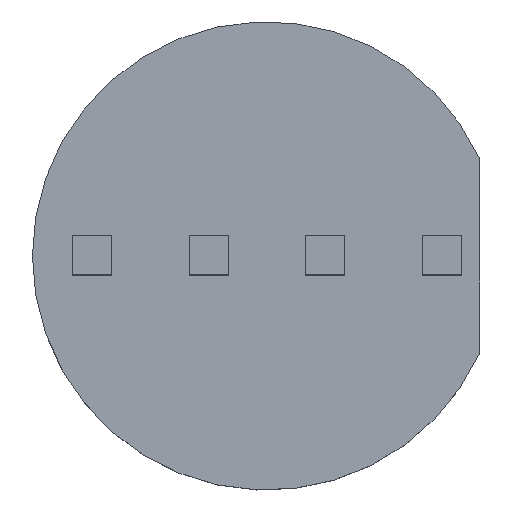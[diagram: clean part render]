
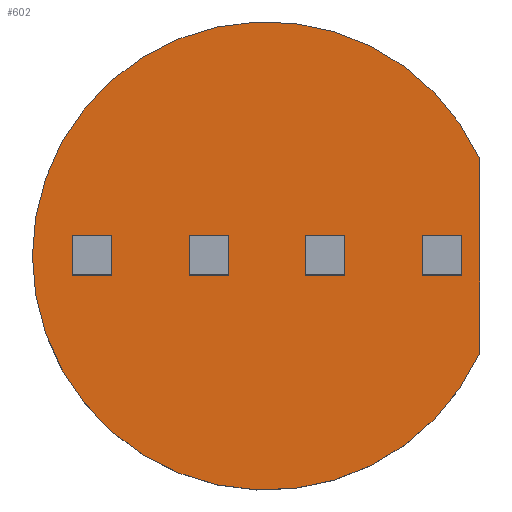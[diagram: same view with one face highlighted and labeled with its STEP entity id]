
A CAD part, top view. The second image highlights one B-rep face of the part: STEP entity #602.
In plain terms, the highlighted planar face has unit normal (0, 0, 1).
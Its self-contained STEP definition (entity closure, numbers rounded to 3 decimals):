
#13 = CARTESIAN_POINT ( 'NONE',  ( -1.991, 0.25, 0. ) ) ;
#22 = ORIENTED_EDGE ( 'NONE', *, *, #105, .F. ) ;
#31 = DIRECTION ( 'NONE',  ( 0., -1., 0. ) ) ;
#48 = CARTESIAN_POINT ( 'NONE',  ( -0.483, -0.25, 0. ) ) ;
#57 = EDGE_LOOP ( 'NONE', ( #819, #1176, #805, #1086 ) ) ;
#67 = ORIENTED_EDGE ( 'NONE', *, *, #313, .T. ) ;
#76 = DIRECTION ( 'NONE',  ( 0., -1., 0. ) ) ;
#87 = CARTESIAN_POINT ( 'NONE',  ( -2.491, 0.25, 0. ) ) ;
#90 = ORIENTED_EDGE ( 'NONE', *, *, #106, .F. ) ;
#91 = LINE ( 'NONE', #191, #1095 ) ;
#94 = ORIENTED_EDGE ( 'NONE', *, *, #230, .F. ) ;
#97 = CARTESIAN_POINT ( 'NONE',  ( -0.983, 0.25, 0. ) ) ;
#105 = EDGE_CURVE ( 'NONE', #1155, #338, #91, .T. ) ;
#106 = EDGE_CURVE ( 'NONE', #937, #879, #1206, .T. ) ;
#111 = CARTESIAN_POINT ( 'NONE',  ( 0.5, -0.25, 0. ) ) ;
#112 = CARTESIAN_POINT ( 'NONE',  ( -0.983, -0.25, 0. ) ) ;
#125 = LINE ( 'NONE', #884, #827 ) ;
#129 = DIRECTION ( 'NONE',  ( 0., -1., 0. ) ) ;
#174 = LINE ( 'NONE', #638, #1165 ) ;
#191 = CARTESIAN_POINT ( 'NONE',  ( -1.991, -0.25, 0. ) ) ;
#193 = CARTESIAN_POINT ( 'NONE',  ( 0.5, -0.25, 0. ) ) ;
#212 = CARTESIAN_POINT ( 'NONE',  ( 2.5, 0.25, 0. ) ) ;
#215 = VERTEX_POINT ( 'NONE', #905 ) ;
#223 = CARTESIAN_POINT ( 'NONE',  ( -0.483, -0.25, 0. ) ) ;
#230 = EDGE_CURVE ( 'NONE', #493, #722, #438, .T. ) ;
#233 = ORIENTED_EDGE ( 'NONE', *, *, #1047, .F. ) ;
#236 = VECTOR ( 'NONE', #653, 1000. ) ;
#266 = EDGE_CURVE ( 'NONE', #321, #680, #860, .T. ) ;
#273 = CARTESIAN_POINT ( 'NONE',  ( -0.483, 0.25, 0. ) ) ;
#283 = EDGE_CURVE ( 'NONE', #1063, #321, #682, .T. ) ;
#294 = EDGE_CURVE ( 'NONE', #338, #992, #1168, .T. ) ;
#297 = FACE_BOUND ( 'NONE', #715, .T. ) ;
#299 = CARTESIAN_POINT ( 'NONE',  ( 1., 0.25, 0. ) ) ;
#304 = ORIENTED_EDGE ( 'NONE', *, *, #984, .F. ) ;
#309 = VECTOR ( 'NONE', #817, 1000. ) ;
#313 = EDGE_CURVE ( 'NONE', #726, #215, #952, .T. ) ;
#318 = DIRECTION ( 'NONE',  ( 1., 0., 0. ) ) ;
#321 = VERTEX_POINT ( 'NONE', #193 ) ;
#330 = VERTEX_POINT ( 'NONE', #566 ) ;
#334 = VECTOR ( 'NONE', #129, 1000. ) ;
#338 = VERTEX_POINT ( 'NONE', #480 ) ;
#340 = CARTESIAN_POINT ( 'NONE',  ( 0.5, 0.25, 0. ) ) ;
#361 = DIRECTION ( 'NONE',  ( 0., 1., 0. ) ) ;
#364 = EDGE_LOOP ( 'NONE', ( #94, #965, #90, #647 ) ) ;
#368 = VECTOR ( 'NONE', #648, 1000. ) ;
#382 = DIRECTION ( 'NONE',  ( -1., 0., 0. ) ) ;
#386 = DIRECTION ( 'NONE',  ( 0., 0., 1. ) ) ;
#388 = CARTESIAN_POINT ( 'NONE',  ( -1.991, -0.25, 0. ) ) ;
#390 = DIRECTION ( 'NONE',  ( 1., 0., 0. ) ) ;
#400 = DIRECTION ( 'NONE',  ( 0., 0., 1. ) ) ;
#425 = FACE_BOUND ( 'NONE', #57, .T. ) ;
#428 = EDGE_LOOP ( 'NONE', ( #1014, #1182, #593, #304 ) ) ;
#438 = LINE ( 'NONE', #1108, #309 ) ;
#451 = EDGE_CURVE ( 'NONE', #330, #1155, #654, .T. ) ;
#480 = CARTESIAN_POINT ( 'NONE',  ( -1.991, 0.25, 0. ) ) ;
#484 = CARTESIAN_POINT ( 'NONE',  ( 1., 0.25, 0. ) ) ;
#485 = LINE ( 'NONE', #299, #767 ) ;
#491 = DIRECTION ( 'NONE',  ( 1., 0., 0. ) ) ;
#493 = VERTEX_POINT ( 'NONE', #646 ) ;
#499 = LINE ( 'NONE', #112, #852 ) ;
#503 = LINE ( 'NONE', #223, #1205 ) ;
#539 = EDGE_CURVE ( 'NONE', #846, #601, #660, .T. ) ;
#552 = VECTOR ( 'NONE', #959, 1000. ) ;
#558 = DIRECTION ( 'NONE',  ( 1., 0., 0. ) ) ;
#566 = CARTESIAN_POINT ( 'NONE',  ( -2.491, -0.25, 0. ) ) ;
#577 = FACE_BOUND ( 'NONE', #428, .T. ) ;
#584 = FACE_OUTER_BOUND ( 'NONE', #1183, .T. ) ;
#591 = EDGE_CURVE ( 'NONE', #879, #493, #499, .T. ) ;
#593 = ORIENTED_EDGE ( 'NONE', *, *, #539, .F. ) ;
#601 = VERTEX_POINT ( 'NONE', #864 ) ;
#602 = ADVANCED_FACE ( 'NONE', ( #584, #577, #425, #1067, #297 ), #1157, .T. ) ;
#610 = LINE ( 'NONE', #995, #643 ) ;
#612 = CARTESIAN_POINT ( 'NONE',  ( 0., 0., 0. ) ) ;
#625 = VERTEX_POINT ( 'NONE', #484 ) ;
#635 = AXIS2_PLACEMENT_3D ( 'NONE', #612, #386, #491 ) ;
#638 = CARTESIAN_POINT ( 'NONE',  ( 2.5, -0.25, 0. ) ) ;
#642 = LINE ( 'NONE', #822, #887 ) ;
#643 = VECTOR ( 'NONE', #717, 1000. ) ;
#646 = CARTESIAN_POINT ( 'NONE',  ( -0.983, -0.25, 0. ) ) ;
#647 = ORIENTED_EDGE ( 'NONE', *, *, #708, .F. ) ;
#648 = DIRECTION ( 'NONE',  ( 0., 1., 0. ) ) ;
#650 = VECTOR ( 'NONE', #390, 1000. ) ;
#653 = DIRECTION ( 'NONE',  ( -1., 0., 0. ) ) ;
#654 = LINE ( 'NONE', #664, #850 ) ;
#660 = LINE ( 'NONE', #1035, #834 ) ;
#664 = CARTESIAN_POINT ( 'NONE',  ( -1.991, -0.25, 0. ) ) ;
#680 = VERTEX_POINT ( 'NONE', #989 ) ;
#681 = CARTESIAN_POINT ( 'NONE',  ( 2., -0.25, 0. ) ) ;
#682 = LINE ( 'NONE', #111, #334 ) ;
#696 = CARTESIAN_POINT ( 'NONE',  ( -0.483, 0.25, 0. ) ) ;
#708 = EDGE_CURVE ( 'NONE', #722, #937, #503, .T. ) ;
#715 = EDGE_LOOP ( 'NONE', ( #986, #233, #865, #22 ) ) ;
#717 = DIRECTION ( 'NONE',  ( 1., 0., 0. ) ) ;
#722 = VERTEX_POINT ( 'NONE', #48 ) ;
#725 = EDGE_CURVE ( 'NONE', #601, #1195, #125, .T. ) ;
#726 = VERTEX_POINT ( 'NONE', #1181 ) ;
#729 = ORIENTED_EDGE ( 'NONE', *, *, #946, .T. ) ;
#744 = LINE ( 'NONE', #1128, #368 ) ;
#754 = DIRECTION ( 'NONE',  ( -1., 0., 0. ) ) ;
#767 = VECTOR ( 'NONE', #382, 1000. ) ;
#782 = LINE ( 'NONE', #1160, #1129 ) ;
#792 = DIRECTION ( 'NONE',  ( 0., 1., 0. ) ) ;
#802 = DIRECTION ( 'NONE',  ( 0., -1., 0. ) ) ;
#805 = ORIENTED_EDGE ( 'NONE', *, *, #1174, .F. ) ;
#817 = DIRECTION ( 'NONE',  ( 1., 0., 0. ) ) ;
#819 = ORIENTED_EDGE ( 'NONE', *, *, #266, .F. ) ;
#822 = CARTESIAN_POINT ( 'NONE',  ( -2.491, -0.25, 0. ) ) ;
#825 = DIRECTION ( 'NONE',  ( 0., 1., 0. ) ) ;
#827 = VECTOR ( 'NONE', #31, 1000. ) ;
#834 = VECTOR ( 'NONE', #754, 1000. ) ;
#846 = VERTEX_POINT ( 'NONE', #212 ) ;
#850 = VECTOR ( 'NONE', #558, 1000. ) ;
#852 = VECTOR ( 'NONE', #802, 1000. ) ;
#860 = LINE ( 'NONE', #1080, #650 ) ;
#864 = CARTESIAN_POINT ( 'NONE',  ( 2., 0.25, 0. ) ) ;
#865 = ORIENTED_EDGE ( 'NONE', *, *, #294, .F. ) ;
#879 = VERTEX_POINT ( 'NONE', #97 ) ;
#884 = CARTESIAN_POINT ( 'NONE',  ( 2., -0.25, 0. ) ) ;
#887 = VECTOR ( 'NONE', #76, 1000. ) ;
#892 = EDGE_CURVE ( 'NONE', #1195, #1087, #610, .T. ) ;
#905 = CARTESIAN_POINT ( 'NONE',  ( 2.729, -1.246, 0. ) ) ;
#922 = CARTESIAN_POINT ( 'NONE',  ( 2.5, -0.25, 0. ) ) ;
#934 = AXIS2_PLACEMENT_3D ( 'NONE', #1056, #400, #318 ) ;
#937 = VERTEX_POINT ( 'NONE', #696 ) ;
#946 = EDGE_CURVE ( 'NONE', #215, #726, #782, .T. ) ;
#952 = CIRCLE ( 'NONE', #934, 3. ) ;
#959 = DIRECTION ( 'NONE',  ( -1., 0., 0. ) ) ;
#965 = ORIENTED_EDGE ( 'NONE', *, *, #591, .F. ) ;
#984 = EDGE_CURVE ( 'NONE', #1087, #846, #174, .T. ) ;
#986 = ORIENTED_EDGE ( 'NONE', *, *, #451, .F. ) ;
#989 = CARTESIAN_POINT ( 'NONE',  ( 1., -0.25, 0. ) ) ;
#992 = VERTEX_POINT ( 'NONE', #87 ) ;
#995 = CARTESIAN_POINT ( 'NONE',  ( 2.5, -0.25, 0. ) ) ;
#1014 = ORIENTED_EDGE ( 'NONE', *, *, #892, .F. ) ;
#1035 = CARTESIAN_POINT ( 'NONE',  ( 2.5, 0.25, 0. ) ) ;
#1047 = EDGE_CURVE ( 'NONE', #992, #330, #642, .T. ) ;
#1056 = CARTESIAN_POINT ( 'NONE',  ( 0., 0., 0. ) ) ;
#1063 = VERTEX_POINT ( 'NONE', #340 ) ;
#1067 = FACE_BOUND ( 'NONE', #364, .T. ) ;
#1080 = CARTESIAN_POINT ( 'NONE',  ( 1., -0.25, 0. ) ) ;
#1086 = ORIENTED_EDGE ( 'NONE', *, *, #1121, .F. ) ;
#1087 = VERTEX_POINT ( 'NONE', #922 ) ;
#1095 = VECTOR ( 'NONE', #825, 1000. ) ;
#1108 = CARTESIAN_POINT ( 'NONE',  ( -0.483, -0.25, 0. ) ) ;
#1121 = EDGE_CURVE ( 'NONE', #680, #625, #744, .T. ) ;
#1128 = CARTESIAN_POINT ( 'NONE',  ( 1., -0.25, 0. ) ) ;
#1129 = VECTOR ( 'NONE', #792, 1000. ) ;
#1155 = VERTEX_POINT ( 'NONE', #388 ) ;
#1156 = DIRECTION ( 'NONE',  ( 0., 1., 0. ) ) ;
#1157 = PLANE ( 'NONE',  #635 ) ;
#1160 = CARTESIAN_POINT ( 'NONE',  ( 2.729, 1.246, 0. ) ) ;
#1165 = VECTOR ( 'NONE', #361, 1000. ) ;
#1168 = LINE ( 'NONE', #13, #552 ) ;
#1174 = EDGE_CURVE ( 'NONE', #625, #1063, #485, .T. ) ;
#1176 = ORIENTED_EDGE ( 'NONE', *, *, #283, .F. ) ;
#1181 = CARTESIAN_POINT ( 'NONE',  ( 2.729, 1.246, 0. ) ) ;
#1182 = ORIENTED_EDGE ( 'NONE', *, *, #725, .F. ) ;
#1183 = EDGE_LOOP ( 'NONE', ( #67, #729 ) ) ;
#1195 = VERTEX_POINT ( 'NONE', #681 ) ;
#1205 = VECTOR ( 'NONE', #1156, 1000. ) ;
#1206 = LINE ( 'NONE', #273, #236 ) ;
